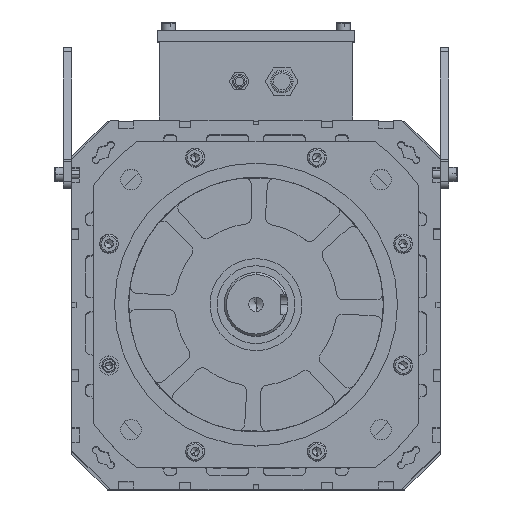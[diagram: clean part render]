
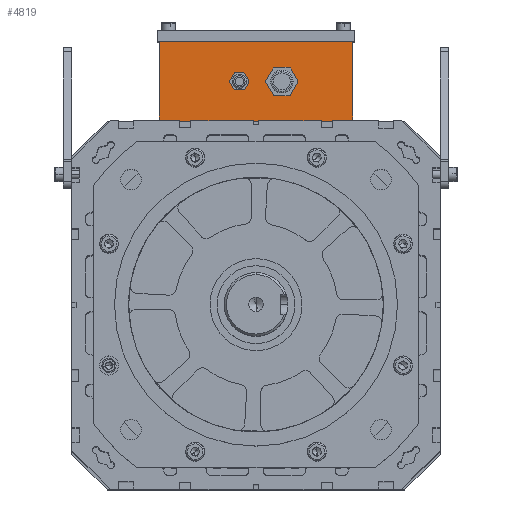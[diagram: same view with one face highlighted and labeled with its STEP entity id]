
A CAD part, top view. The second image highlights one B-rep face of the part: STEP entity #4819.
In plain terms, the highlighted face is planar.
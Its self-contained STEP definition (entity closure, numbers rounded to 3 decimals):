
#184 = VERTEX_POINT ( 'NONE', #22143 ) ;
#426 = CARTESIAN_POINT ( 'NONE',  ( -68.25, 77.5, 56. ) ) ;
#575 = LINE ( 'NONE', #426, #8904 ) ;
#721 = DIRECTION ( 'NONE',  ( 0., 0., 1. ) ) ;
#1005 = ORIENTED_EDGE ( 'NONE', *, *, #18825, .F. ) ;
#1063 = DIRECTION ( 'NONE',  ( -1., 0., 0. ) ) ;
#1786 = DIRECTION ( 'NONE',  ( 0., 0., -1. ) ) ;
#1836 = CARTESIAN_POINT ( 'NONE',  ( 68.25, 77.5, 0. ) ) ;
#1892 = VECTOR ( 'NONE', #10721, 1000. ) ;
#2641 = FACE_BOUND ( 'NONE', #19212, .T. ) ;
#2718 = DIRECTION ( 'NONE',  ( 0., 0., 1. ) ) ;
#2764 = EDGE_CURVE ( 'NONE', #29120, #27648, #14809, .T. ) ;
#2966 = EDGE_CURVE ( 'NONE', #11702, #184, #23802, .T. ) ;
#2992 = EDGE_CURVE ( 'NONE', #20698, #27648, #23946, .T. ) ;
#3691 = CARTESIAN_POINT ( 'NONE',  ( -68.25, 77.5, 0. ) ) ;
#4437 = AXIS2_PLACEMENT_3D ( 'NONE', #26314, #10630, #5902 ) ;
#4819 = ADVANCED_FACE ( 'NONE', ( #9255, #2641, #13424 ), #20932, .F. ) ;
#5184 = CARTESIAN_POINT ( 'NONE',  ( -18.25, 77.5, 28. ) ) ;
#5399 = CARTESIAN_POINT ( 'NONE',  ( -68.25, 77.5, 56. ) ) ;
#5902 = DIRECTION ( 'NONE',  ( 0., 0., 1. ) ) ;
#6386 = CIRCLE ( 'NONE', #6888, 6. ) ;
#6888 = AXIS2_PLACEMENT_3D ( 'NONE', #5184, #11704, #2718 ) ;
#7500 = VERTEX_POINT ( 'NONE', #21482 ) ;
#8551 = ORIENTED_EDGE ( 'NONE', *, *, #2764, .T. ) ;
#8782 = LINE ( 'NONE', #24048, #1892 ) ;
#8812 = CARTESIAN_POINT ( 'NONE',  ( -18.25, 77.5, 22. ) ) ;
#8904 = VECTOR ( 'NONE', #12072, 1000. ) ;
#9255 = FACE_BOUND ( 'NONE', #25575, .T. ) ;
#9632 = CIRCLE ( 'NONE', #18136, 4. ) ;
#10630 = DIRECTION ( 'NONE',  ( 0., 1., 0. ) ) ;
#10721 = DIRECTION ( 'NONE',  ( 0., 0., -1. ) ) ;
#11343 = CARTESIAN_POINT ( 'NONE',  ( 11.75, 77.5, 28. ) ) ;
#11702 = VERTEX_POINT ( 'NONE', #12565 ) ;
#11704 = DIRECTION ( 'NONE',  ( 0., 1., 0. ) ) ;
#11990 = EDGE_CURVE ( 'NONE', #184, #11702, #9632, .T. ) ;
#12072 = DIRECTION ( 'NONE',  ( -1., 0., 0. ) ) ;
#12130 = EDGE_CURVE ( 'NONE', #7500, #29120, #8782, .T. ) ;
#12411 = ORIENTED_EDGE ( 'NONE', *, *, #25822, .F. ) ;
#12485 = ORIENTED_EDGE ( 'NONE', *, *, #15601, .F. ) ;
#12565 = CARTESIAN_POINT ( 'NONE',  ( 11.75, 77.5, 32. ) ) ;
#12603 = EDGE_LOOP ( 'NONE', ( #8551, #20489, #1005, #18388 ) ) ;
#13424 = FACE_OUTER_BOUND ( 'NONE', #12603, .T. ) ;
#13580 = DIRECTION ( 'NONE',  ( 0., 1., 0. ) ) ;
#13819 = CARTESIAN_POINT ( 'NONE',  ( -18.25, 77.5, 28. ) ) ;
#13999 = ORIENTED_EDGE ( 'NONE', *, *, #11990, .F. ) ;
#14658 = CIRCLE ( 'NONE', #22182, 6. ) ;
#14809 = LINE ( 'NONE', #25878, #15312 ) ;
#15312 = VECTOR ( 'NONE', #1063, 1000. ) ;
#15601 = EDGE_CURVE ( 'NONE', #24968, #26682, #14658, .T. ) ;
#16506 = CARTESIAN_POINT ( 'NONE',  ( -18.25, 77.5, 34. ) ) ;
#18136 = AXIS2_PLACEMENT_3D ( 'NONE', #11343, #13580, #721 ) ;
#18388 = ORIENTED_EDGE ( 'NONE', *, *, #12130, .T. ) ;
#18389 = DIRECTION ( 'NONE',  ( 0., 1., 0. ) ) ;
#18825 = EDGE_CURVE ( 'NONE', #7500, #20698, #575, .T. ) ;
#19212 = EDGE_LOOP ( 'NONE', ( #21166, #13999 ) ) ;
#20489 = ORIENTED_EDGE ( 'NONE', *, *, #2992, .F. ) ;
#20698 = VERTEX_POINT ( 'NONE', #28298 ) ;
#20932 = PLANE ( 'NONE',  #25046 ) ;
#21166 = ORIENTED_EDGE ( 'NONE', *, *, #2966, .F. ) ;
#21482 = CARTESIAN_POINT ( 'NONE',  ( 68.25, 77.5, 56. ) ) ;
#22143 = CARTESIAN_POINT ( 'NONE',  ( 11.75, 77.5, 24. ) ) ;
#22182 = AXIS2_PLACEMENT_3D ( 'NONE', #13819, #18389, #27680 ) ;
#23802 = CIRCLE ( 'NONE', #4437, 4. ) ;
#23946 = LINE ( 'NONE', #28674, #27122 ) ;
#24048 = CARTESIAN_POINT ( 'NONE',  ( 68.25, 77.5, 56. ) ) ;
#24968 = VERTEX_POINT ( 'NONE', #16506 ) ;
#25046 = AXIS2_PLACEMENT_3D ( 'NONE', #5399, #25379, #28027 ) ;
#25379 = DIRECTION ( 'NONE',  ( 0., -1., 0. ) ) ;
#25575 = EDGE_LOOP ( 'NONE', ( #12485, #12411 ) ) ;
#25822 = EDGE_CURVE ( 'NONE', #26682, #24968, #6386, .T. ) ;
#25878 = CARTESIAN_POINT ( 'NONE',  ( -68.25, 77.5, 0. ) ) ;
#26314 = CARTESIAN_POINT ( 'NONE',  ( 11.75, 77.5, 28. ) ) ;
#26682 = VERTEX_POINT ( 'NONE', #8812 ) ;
#27122 = VECTOR ( 'NONE', #1786, 1000. ) ;
#27648 = VERTEX_POINT ( 'NONE', #3691 ) ;
#27680 = DIRECTION ( 'NONE',  ( 0., 0., 1. ) ) ;
#28027 = DIRECTION ( 'NONE',  ( 0., 0., -1. ) ) ;
#28298 = CARTESIAN_POINT ( 'NONE',  ( -68.25, 77.5, 56. ) ) ;
#28674 = CARTESIAN_POINT ( 'NONE',  ( -68.25, 77.5, 56. ) ) ;
#29120 = VERTEX_POINT ( 'NONE', #1836 ) ;
